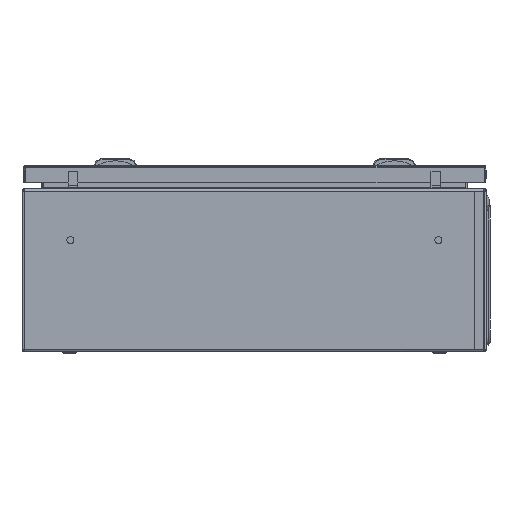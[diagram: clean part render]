
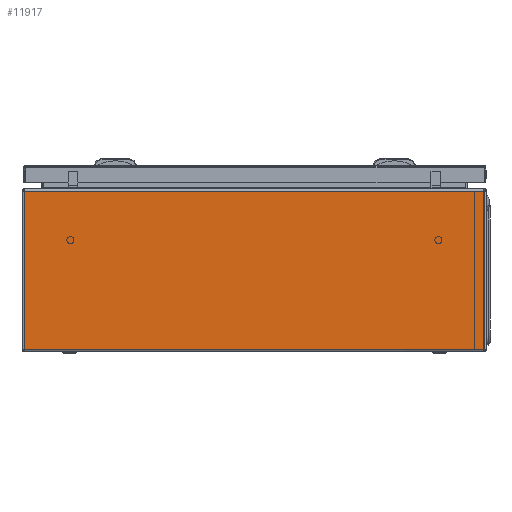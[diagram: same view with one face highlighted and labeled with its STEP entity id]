
A CAD part, left-side view. The second image highlights one B-rep face of the part: STEP entity #11917.
In plain terms, the highlighted planar face has unit normal (-1, 0, 0).
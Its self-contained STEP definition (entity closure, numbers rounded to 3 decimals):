
#3034 = LINE ( 'NONE', #16122, #22109 ) ;
#4475 = EDGE_CURVE ( 'NONE', #20386, #46209, #30641, .T. ) ;
#5700 = CARTESIAN_POINT ( 'NONE',  ( -1.2, -85.1, 248.8 ) ) ;
#9015 = DIRECTION ( 'NONE',  ( 0., -1., 0. ) ) ;
#9418 = VECTOR ( 'NONE', #55068, 1000. ) ;
#10567 = CARTESIAN_POINT ( 'NONE',  ( -1.2, -85.1, -247.55 ) ) ;
#10981 = DIRECTION ( 'NONE',  ( 0., 0., 1. ) ) ;
#11808 = FACE_OUTER_BOUND ( 'NONE', #45477, .T. ) ;
#11847 = VECTOR ( 'NONE', #29885, 1000. ) ;
#11917 = ADVANCED_FACE ( 'NONE', ( #11808 ), #15805, .F. ) ;
#12099 = VECTOR ( 'NONE', #45993, 1000. ) ;
#13046 = EDGE_CURVE ( 'NONE', #14284, #42175, #51327, .T. ) ;
#14284 = VERTEX_POINT ( 'NONE', #10567 ) ;
#15805 = PLANE ( 'NONE',  #18279 ) ;
#16122 = CARTESIAN_POINT ( 'NONE',  ( -1.2, 85.1, -247.6 ) ) ;
#16954 = VECTOR ( 'NONE', #9015, 1000. ) ;
#18279 = AXIS2_PLACEMENT_3D ( 'NONE', #28892, #33169, #46599 ) ;
#18772 = DIRECTION ( 'NONE',  ( 0., 0., -1. ) ) ;
#18812 = VERTEX_POINT ( 'NONE', #47634 ) ;
#20386 = VERTEX_POINT ( 'NONE', #53771 ) ;
#20651 = LINE ( 'NONE', #32619, #21824 ) ;
#20683 = EDGE_CURVE ( 'NONE', #53755, #42787, #20651, .T. ) ;
#21824 = VECTOR ( 'NONE', #10981, 1000. ) ;
#22109 = VECTOR ( 'NONE', #42624, 1000. ) ;
#23081 = VECTOR ( 'NONE', #18772, 1000. ) ;
#24952 = ORIENTED_EDGE ( 'NONE', *, *, #13046, .F. ) ;
#24981 = CARTESIAN_POINT ( 'NONE',  ( -1.2, -85.1, -247.6 ) ) ;
#26048 = EDGE_CURVE ( 'NONE', #53755, #42175, #3034, .T. ) ;
#26560 = ORIENTED_EDGE ( 'NONE', *, *, #26048, .T. ) ;
#27343 = ORIENTED_EDGE ( 'NONE', *, *, #4475, .F. ) ;
#28892 = CARTESIAN_POINT ( 'NONE',  ( -1.2, -85.1, -248.8 ) ) ;
#29885 = DIRECTION ( 'NONE',  ( 0., 0., -1. ) ) ;
#30641 = LINE ( 'NONE', #53448, #16954 ) ;
#32619 = CARTESIAN_POINT ( 'NONE',  ( -1.2, 85.1, 248.8 ) ) ;
#33169 = DIRECTION ( 'NONE',  ( 1., 0., 0. ) ) ;
#33376 = EDGE_CURVE ( 'NONE', #46209, #18812, #44736, .T. ) ;
#33591 = CARTESIAN_POINT ( 'NONE',  ( -1.2, -85.1, 248.8 ) ) ;
#34210 = CARTESIAN_POINT ( 'NONE',  ( -1.2, 85.1, -247.6 ) ) ;
#36378 = ORIENTED_EDGE ( 'NONE', *, *, #20683, .F. ) ;
#36788 = LINE ( 'NONE', #37631, #9418 ) ;
#37631 = CARTESIAN_POINT ( 'NONE',  ( -1.2, 85.1, 247. ) ) ;
#38865 = CARTESIAN_POINT ( 'NONE',  ( -1.2, 85.1, -247.3 ) ) ;
#39958 = ORIENTED_EDGE ( 'NONE', *, *, #50688, .T. ) ;
#40756 = ORIENTED_EDGE ( 'NONE', *, *, #33376, .F. ) ;
#42175 = VERTEX_POINT ( 'NONE', #24981 ) ;
#42624 = DIRECTION ( 'NONE',  ( 0., -1., 0. ) ) ;
#42787 = VERTEX_POINT ( 'NONE', #38865 ) ;
#44736 = LINE ( 'NONE', #5700, #23081 ) ;
#45477 = EDGE_LOOP ( 'NONE', ( #27343, #39958, #36378, #26560, #24952, #50676, #40756 ) ) ;
#45993 = DIRECTION ( 'NONE',  ( 0., 0., 1. ) ) ;
#46209 = VERTEX_POINT ( 'NONE', #50579 ) ;
#46599 = DIRECTION ( 'NONE',  ( 0., 0., -1. ) ) ;
#47634 = CARTESIAN_POINT ( 'NONE',  ( -1.2, -85.1, 246.95 ) ) ;
#50292 = EDGE_CURVE ( 'NONE', #14284, #18812, #54851, .T. ) ;
#50574 = CARTESIAN_POINT ( 'NONE',  ( -1.2, -85.1, -247.55 ) ) ;
#50579 = CARTESIAN_POINT ( 'NONE',  ( -1.2, -85.1, 247. ) ) ;
#50676 = ORIENTED_EDGE ( 'NONE', *, *, #50292, .T. ) ;
#50688 = EDGE_CURVE ( 'NONE', #20386, #42787, #36788, .T. ) ;
#51327 = LINE ( 'NONE', #33591, #11847 ) ;
#53448 = CARTESIAN_POINT ( 'NONE',  ( -1.2, 85.1, 247. ) ) ;
#53755 = VERTEX_POINT ( 'NONE', #34210 ) ;
#53771 = CARTESIAN_POINT ( 'NONE',  ( -1.2, 85.1, 247. ) ) ;
#54851 = LINE ( 'NONE', #50574, #12099 ) ;
#55068 = DIRECTION ( 'NONE',  ( 0., 0., -1. ) ) ;
